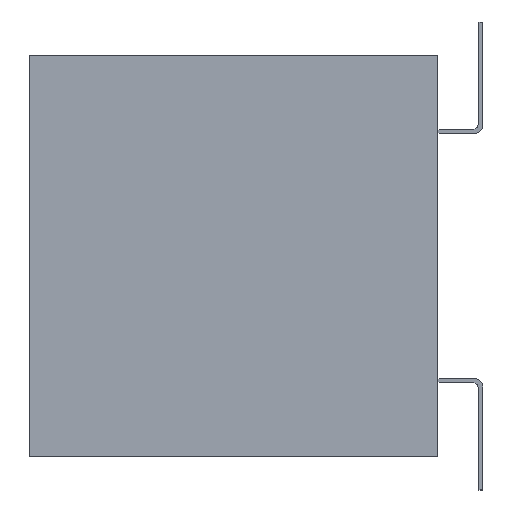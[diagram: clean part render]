
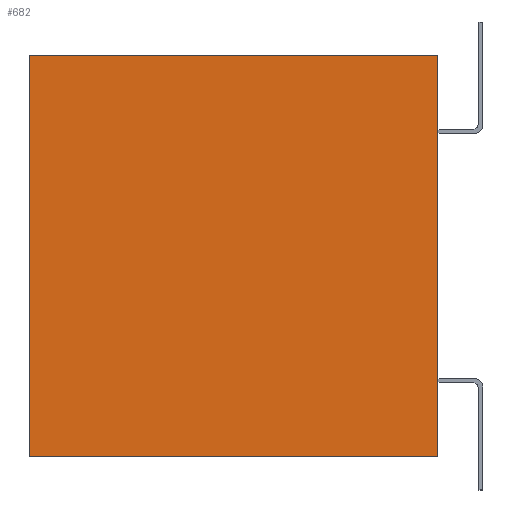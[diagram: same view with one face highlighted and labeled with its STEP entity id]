
A CAD part, left-side view. The second image highlights one B-rep face of the part: STEP entity #682.
In plain terms, the highlighted planar face has unit normal (-1, 0, 0).
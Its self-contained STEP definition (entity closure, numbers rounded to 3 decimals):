
#627=CARTESIAN_POINT('',(-12.0,-5.5,-5.4));
#628=VERTEX_POINT('',#627);
#635=CARTESIAN_POINT('',(-12.,5.5,-5.4));
#636=VERTEX_POINT('',#635);
#637=CARTESIAN_POINT('',(-12.,5.5,-5.4));
#638=DIRECTION('',(0.0,-1.0,0.0));
#639=VECTOR('',#638,11.);
#640=LINE('',#637,#639);
#641=EDGE_CURVE('',#636,#628,#640,.T.);
#652=CARTESIAN_POINT('',(-12.0,-5.5,0.0));
#653=DIRECTION('',(-1.0,0.0,0.0));
#654=DIRECTION('',(0.0,0.0,1.0));
#655=AXIS2_PLACEMENT_3D('',#652,#653,#654);
#656=PLANE('',#655);
#657=CARTESIAN_POINT('',(-12.0,-5.5,5.4));
#658=VERTEX_POINT('',#657);
#659=CARTESIAN_POINT('',(-12.,5.5,5.4));
#660=VERTEX_POINT('',#659);
#661=CARTESIAN_POINT('',(-12.0,-5.5,5.4));
#662=DIRECTION('',(0.0,1.0,0.0));
#663=VECTOR('',#662,11.);
#664=LINE('',#661,#663);
#665=EDGE_CURVE('',#658,#660,#664,.T.);
#666=ORIENTED_EDGE('',*,*,#665,.T.);
#667=CARTESIAN_POINT('',(-12.,5.5,-5.4));
#668=DIRECTION('',(0.0,0.0,1.0));
#669=VECTOR('',#668,10.8);
#670=LINE('',#667,#669);
#671=EDGE_CURVE('',#636,#660,#670,.T.);
#672=ORIENTED_EDGE('',*,*,#671,.F.);
#673=ORIENTED_EDGE('',*,*,#641,.T.);
#674=CARTESIAN_POINT('',(-12.0,-5.5,5.4));
#675=DIRECTION('',(0.0,0.0,-1.0));
#676=VECTOR('',#675,10.8);
#677=LINE('',#674,#676);
#678=EDGE_CURVE('',#658,#628,#677,.T.);
#679=ORIENTED_EDGE('',*,*,#678,.F.);
#680=EDGE_LOOP('',(#666,#672,#673,#679));
#681=FACE_OUTER_BOUND('',#680,.T.);
#682=ADVANCED_FACE('',(#681),#656,.T.);
